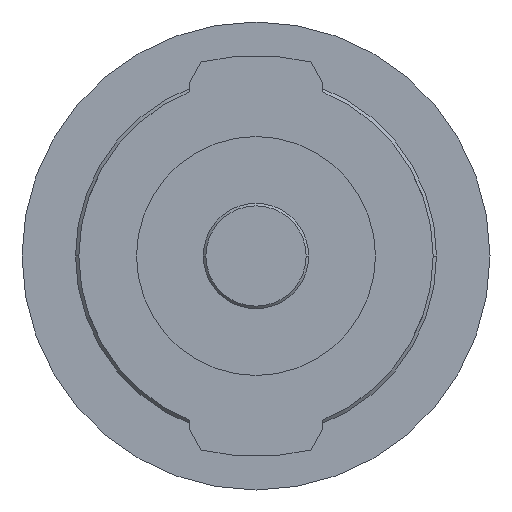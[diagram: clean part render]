
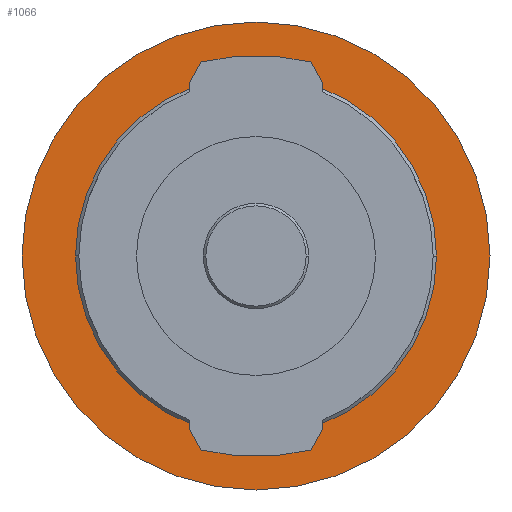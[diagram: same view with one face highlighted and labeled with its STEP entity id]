
A CAD part, front view. The second image highlights one B-rep face of the part: STEP entity #1066.
In plain terms, the highlighted planar face has unit normal (0, -1, 0).
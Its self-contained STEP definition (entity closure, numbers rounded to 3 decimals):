
#220=FACE_BOUND('',#310,.T.);
#236=FACE_OUTER_BOUND('',#309,.T.);
#309=EDGE_LOOP('',(#741,#742));
#310=EDGE_LOOP('',(#743,#744));
#395=CIRCLE('',#1150,14.);
#396=CIRCLE('',#1152,14.);
#397=CIRCLE('',#1154,10.8);
#398=CIRCLE('',#1155,10.8);
#473=VERTEX_POINT('',#1691);
#474=VERTEX_POINT('',#1693);
#475=VERTEX_POINT('',#1699);
#476=VERTEX_POINT('',#1700);
#574=EDGE_CURVE('',#473,#474,#395,.T.);
#576=EDGE_CURVE('',#474,#473,#396,.T.);
#577=EDGE_CURVE('',#475,#476,#397,.T.);
#578=EDGE_CURVE('',#476,#475,#398,.T.);
#741=ORIENTED_EDGE('',*,*,#576,.F.);
#742=ORIENTED_EDGE('',*,*,#574,.F.);
#743=ORIENTED_EDGE('',*,*,#577,.F.);
#744=ORIENTED_EDGE('',*,*,#578,.F.);
#1034=PLANE('',#1153);
#1066=ADVANCED_FACE('',(#236,#220),#1034,.T.);
#1150=AXIS2_PLACEMENT_3D('',#1694,#1317,#1318);
#1152=AXIS2_PLACEMENT_3D('',#1697,#1322,#1323);
#1153=AXIS2_PLACEMENT_3D('',#1698,#1324,#1325);
#1154=AXIS2_PLACEMENT_3D('',#1701,#1326,#1327);
#1155=AXIS2_PLACEMENT_3D('',#1702,#1328,#1329);
#1317=DIRECTION('center_axis',(0.,1.,0.));
#1318=DIRECTION('ref_axis',(1.,0.,0.));
#1322=DIRECTION('center_axis',(0.,1.,0.));
#1323=DIRECTION('ref_axis',(-1.,0.,0.));
#1324=DIRECTION('center_axis',(0.,-1.,0.));
#1325=DIRECTION('ref_axis',(-1.,0.,0.));
#1326=DIRECTION('center_axis',(0.,-1.,0.));
#1327=DIRECTION('ref_axis',(-1.,0.,0.));
#1328=DIRECTION('center_axis',(0.,-1.,0.));
#1329=DIRECTION('ref_axis',(1.,0.,0.));
#1691=CARTESIAN_POINT('',(14.,-3.,0.));
#1693=CARTESIAN_POINT('',(-14.,-3.,0.));
#1694=CARTESIAN_POINT('Origin',(0.,-3.,0.));
#1697=CARTESIAN_POINT('Origin',(0.,-3.,0.));
#1698=CARTESIAN_POINT('Origin',(0.,-3.,0.));
#1699=CARTESIAN_POINT('',(-10.8,-3.,0.));
#1700=CARTESIAN_POINT('',(10.8,-3.,0.));
#1701=CARTESIAN_POINT('Origin',(0.,-3.,0.));
#1702=CARTESIAN_POINT('Origin',(0.,-3.,0.));
